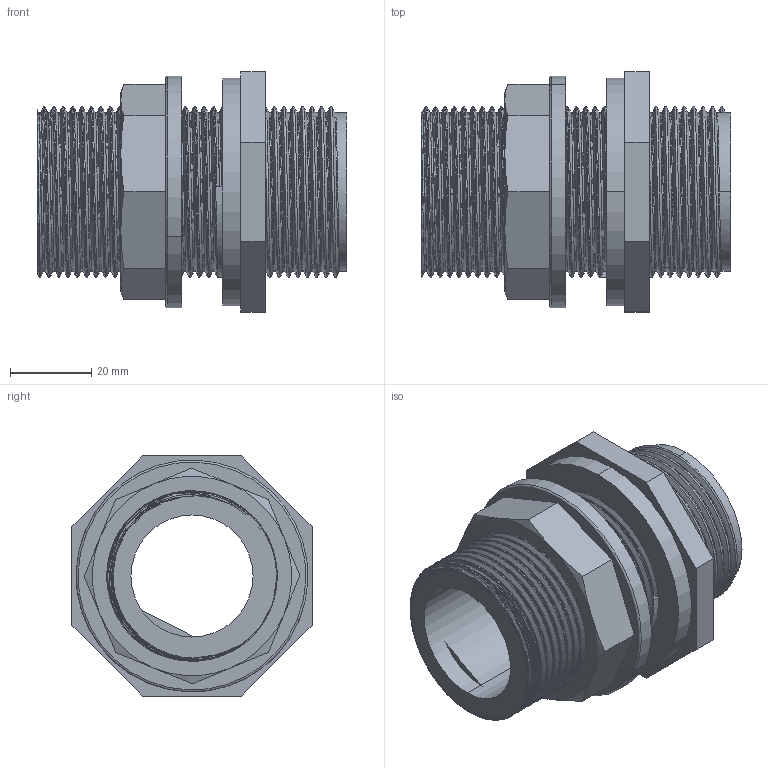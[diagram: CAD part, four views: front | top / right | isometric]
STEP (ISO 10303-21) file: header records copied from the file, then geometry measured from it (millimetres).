
FILE_DESCRIPTION (( 'STEP AP203' ), '1' );
FILE_NAME ('00309_0909.STEP', '2017-05-18T13:42:01', ( '' ), ( '' ), 'SwSTEP 2.0', 'SolidWorks 2011', '' );
FILE_SCHEMA (( 'CONFIG_CONTROL_DESIGN' ));
Length unit declared in the file: millimetre
Products named in the file (4): 00313_0909; 00116_0909; 00190_0909; 00309_0909
Assembly tree (3 placements, depth 2):
  00309_0909
    00116_0909
    00190_0909
    00313_0909
Bounding box: 76 x 59 x 59 mm (x, y, z)
Volume: 71522.4 mm3; surface area: 38872.1 mm2
Topology: 3 solids, 3 shells, 134 faces, 366 edges, 239 vertices
Faces by surface type: cylinder 78, plane 26, bspline 15, cone 10, torus 5
Entity records: 21418 total; most frequent: CARTESIAN_POINT 18193, ORIENTED_EDGE 728, DIRECTION 452, EDGE_CURVE 364, VERTEX_POINT 239, AXIS2_PLACEMENT_3D 167, EDGE_LOOP 143, FACE_OUTER_BOUND 134
